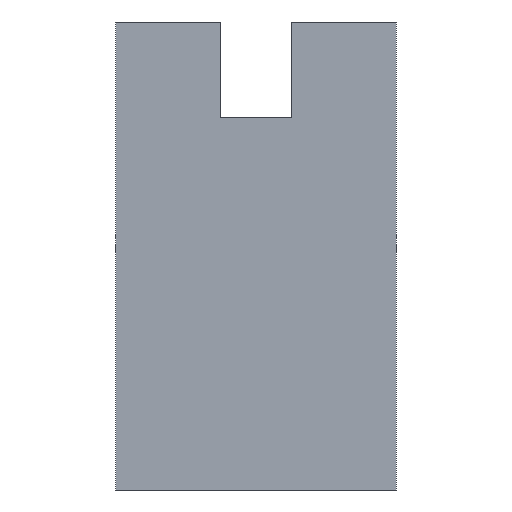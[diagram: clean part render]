
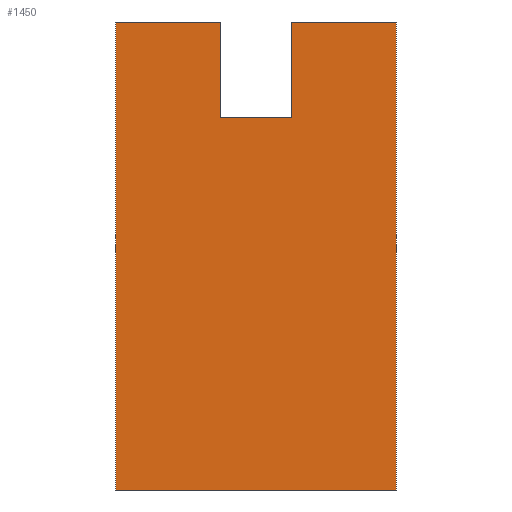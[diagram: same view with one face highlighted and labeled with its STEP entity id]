
A CAD part, front view. The second image highlights one B-rep face of the part: STEP entity #1450.
In plain terms, the highlighted planar face has unit normal (0, -1, 0).
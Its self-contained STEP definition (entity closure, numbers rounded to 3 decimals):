
#84=FACE_OUTER_BOUND('',#154,.T.);
#154=EDGE_LOOP('',(#1303,#1304,#1305,#1306,#1307,#1308,#1309,#1310));
#157=LINE('',#1895,#361);
#199=LINE('',#1979,#403);
#203=LINE('',#1986,#407);
#208=LINE('',#1997,#412);
#353=LINE('',#2286,#557);
#355=LINE('',#2291,#559);
#357=LINE('',#2294,#561);
#358=LINE('',#2296,#562);
#361=VECTOR('',#1547,10.);
#403=VECTOR('',#1613,10.);
#407=VECTOR('',#1619,10.);
#412=VECTOR('',#1630,10.);
#557=VECTOR('',#1873,10.);
#559=VECTOR('',#1877,10.);
#561=VECTOR('',#1881,10.);
#562=VECTOR('',#1884,10.);
#565=VERTEX_POINT('',#1892);
#566=VERTEX_POINT('',#1894);
#596=VERTEX_POINT('',#1978);
#598=VERTEX_POINT('',#1984);
#601=VERTEX_POINT('',#1996);
#696=VERTEX_POINT('',#2284);
#697=VERTEX_POINT('',#2288);
#698=VERTEX_POINT('',#2290);
#701=EDGE_CURVE('',#566,#565,#157,.T.);
#743=EDGE_CURVE('',#596,#566,#199,.T.);
#747=EDGE_CURVE('',#565,#598,#203,.T.);
#752=EDGE_CURVE('',#596,#601,#208,.T.);
#897=EDGE_CURVE('',#696,#598,#353,.T.);
#899=EDGE_CURVE('',#697,#698,#355,.T.);
#901=EDGE_CURVE('',#601,#697,#357,.T.);
#902=EDGE_CURVE('',#698,#696,#358,.T.);
#1303=ORIENTED_EDGE('',*,*,#747,.T.);
#1304=ORIENTED_EDGE('',*,*,#897,.F.);
#1305=ORIENTED_EDGE('',*,*,#902,.F.);
#1306=ORIENTED_EDGE('',*,*,#899,.F.);
#1307=ORIENTED_EDGE('',*,*,#901,.F.);
#1308=ORIENTED_EDGE('',*,*,#752,.F.);
#1309=ORIENTED_EDGE('',*,*,#743,.T.);
#1310=ORIENTED_EDGE('',*,*,#701,.T.);
#1380=PLANE('',#1540);
#1450=ADVANCED_FACE('',(#84),#1380,.F.);
#1540=AXIS2_PLACEMENT_3D('',#2297,#1885,#1886);
#1547=DIRECTION('',(-1.,0.,0.));
#1613=DIRECTION('',(0.,0.,-1.));
#1619=DIRECTION('',(0.,0.,1.));
#1630=DIRECTION('',(1.,0.,0.));
#1873=DIRECTION('',(1.,0.,0.));
#1877=DIRECTION('',(-1.,0.,0.));
#1881=DIRECTION('',(0.,0.,-1.));
#1884=DIRECTION('',(0.,0.,1.));
#1885=DIRECTION('center_axis',(0.,1.,0.));
#1886=DIRECTION('ref_axis',(0.,0.,1.));
#1892=CARTESIAN_POINT('',(-37.5,0.,-20.5));
#1894=CARTESIAN_POINT('',(-22.5,0.,-20.5));
#1895=CARTESIAN_POINT('',(-30.,0.,-20.5));
#1978=CARTESIAN_POINT('',(-22.5,0.,0.));
#1979=CARTESIAN_POINT('',(-22.5,0.,-25.));
#1984=CARTESIAN_POINT('',(-37.5,0.,0.));
#1986=CARTESIAN_POINT('',(-37.5,0.,-32.75));
#1996=CARTESIAN_POINT('',(0.,0.,0.));
#1997=CARTESIAN_POINT('',(-60.,0.,0.));
#2284=CARTESIAN_POINT('',(-60.,0.,0.));
#2286=CARTESIAN_POINT('',(-60.,0.,0.));
#2288=CARTESIAN_POINT('',(0.,0.,-100.));
#2290=CARTESIAN_POINT('',(-60.,0.,-100.));
#2291=CARTESIAN_POINT('',(0.,0.,-100.));
#2294=CARTESIAN_POINT('',(0.,0.,0.));
#2296=CARTESIAN_POINT('',(-60.,0.,-100.));
#2297=CARTESIAN_POINT('Origin',(-30.,0.,-50.));
